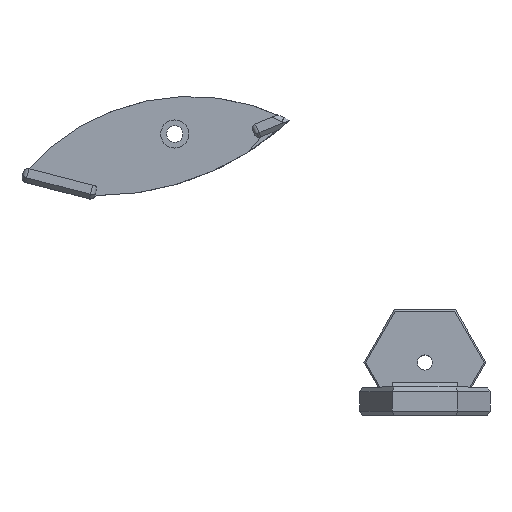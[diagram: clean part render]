
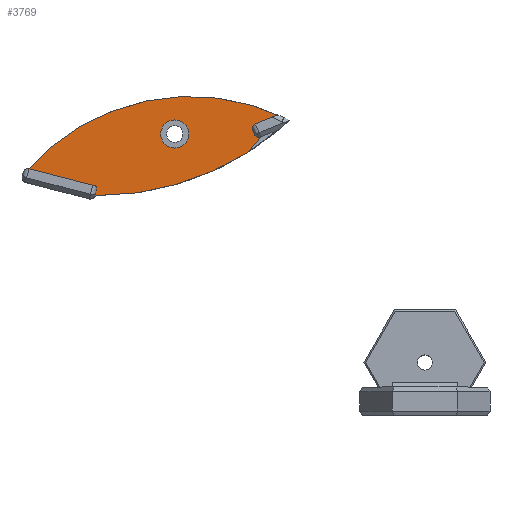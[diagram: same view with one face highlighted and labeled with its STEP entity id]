
A CAD part, top view. The second image highlights one B-rep face of the part: STEP entity #3769.
In plain terms, the highlighted planar face has unit normal (0, 0, 1).
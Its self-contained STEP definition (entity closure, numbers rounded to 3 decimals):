
#21=FACE_BOUND('',#495,.T.);
#63=PLANE('',#4036);
#284=FACE_OUTER_BOUND('',#494,.T.);
#494=EDGE_LOOP('',(#2792,#2793,#2794,#2795,#2796,#2797,#2798,#2799,#2800,
#2801));
#495=EDGE_LOOP('',(#2802));
#687=LINE('',#5284,#1173);
#720=LINE('',#5462,#1206);
#735=LINE('',#5504,#1221);
#1173=VECTOR('',#4255,10.);
#1206=VECTOR('',#4392,10.);
#1221=VECTOR('',#4443,10.);
#1650=CIRCLE('',#3952,1.);
#1652=CIRCLE('',#3955,1.);
#1654=CIRCLE('',#3961,1.);
#1656=CIRCLE('',#3976,1.);
#1657=CIRCLE('',#3981,1.);
#1659=CIRCLE('',#3989,46.094);
#1668=CIRCLE('',#4028,3.);
#1671=CIRCLE('',#4035,59.914);
#1690=VERTEX_POINT('',#5248);
#1691=VERTEX_POINT('',#5249);
#1694=VERTEX_POINT('',#5257);
#1702=VERTEX_POINT('',#5274);
#1703=VERTEX_POINT('',#5276);
#1705=VERTEX_POINT('',#5282);
#1718=VERTEX_POINT('',#5324);
#1721=VERTEX_POINT('',#5336);
#1722=VERTEX_POINT('',#5338);
#1730=VERTEX_POINT('',#5393);
#1753=VERTEX_POINT('',#5495);
#2040=EDGE_CURVE('',#1690,#1691,#1650,.T.);
#2044=EDGE_CURVE('',#1691,#1694,#1652,.T.);
#2053=EDGE_CURVE('',#1702,#1703,#1654,.F.);
#2057=EDGE_CURVE('',#1705,#1702,#687,.T.);
#2075=EDGE_CURVE('',#1718,#1705,#1656,.F.);
#2081=EDGE_CURVE('',#1721,#1722,#1657,.F.);
#2092=EDGE_CURVE('',#1721,#1730,#1659,.T.);
#2123=EDGE_CURVE('',#1694,#1730,#720,.T.);
#2140=EDGE_CURVE('',#1753,#1753,#1668,.T.);
#2144=EDGE_CURVE('',#1718,#1722,#735,.T.);
#2146=EDGE_CURVE('',#1690,#1703,#1671,.T.);
#2792=ORIENTED_EDGE('',*,*,#2146,.T.);
#2793=ORIENTED_EDGE('',*,*,#2053,.F.);
#2794=ORIENTED_EDGE('',*,*,#2057,.F.);
#2795=ORIENTED_EDGE('',*,*,#2075,.F.);
#2796=ORIENTED_EDGE('',*,*,#2144,.T.);
#2797=ORIENTED_EDGE('',*,*,#2081,.F.);
#2798=ORIENTED_EDGE('',*,*,#2092,.T.);
#2799=ORIENTED_EDGE('',*,*,#2123,.F.);
#2800=ORIENTED_EDGE('',*,*,#2044,.F.);
#2801=ORIENTED_EDGE('',*,*,#2040,.F.);
#2802=ORIENTED_EDGE('',*,*,#2140,.T.);
#3769=ADVANCED_FACE('',(#284,#21),#63,.T.);
#3952=AXIS2_PLACEMENT_3D('',#5250,#4224,#4225);
#3955=AXIS2_PLACEMENT_3D('',#5258,#4232,#4233);
#3961=AXIS2_PLACEMENT_3D('',#5277,#4248,#4249);
#3976=AXIS2_PLACEMENT_3D('',#5326,#4291,#4292);
#3981=AXIS2_PLACEMENT_3D('',#5339,#4305,#4306);
#3989=AXIS2_PLACEMENT_3D('',#5394,#4324,#4325);
#4028=AXIS2_PLACEMENT_3D('',#5496,#4432,#4433);
#4035=AXIS2_PLACEMENT_3D('',#5508,#4449,#4450);
#4036=AXIS2_PLACEMENT_3D('',#5509,#4451,#4452);
#4224=DIRECTION('center_axis',(0.,0.,1.));
#4225=DIRECTION('ref_axis',(-0.432,0.902,0.));
#4232=DIRECTION('center_axis',(0.,0.,1.));
#4233=DIRECTION('ref_axis',(0.861,0.508,0.));
#4248=DIRECTION('center_axis',(0.,0.,-1.));
#4249=DIRECTION('ref_axis',(0.516,-0.856,0.));
#4255=DIRECTION('',(0.927,0.375,0.));
#4291=DIRECTION('center_axis',(0.,0.,-1.));
#4292=DIRECTION('ref_axis',(-0.921,0.39,0.));
#4305=DIRECTION('center_axis',(0.,0.,-1.));
#4306=DIRECTION('ref_axis',(0.036,0.999,0.));
#4324=DIRECTION('center_axis',(0.,0.,1.));
#4325=DIRECTION('ref_axis',(0.457,0.889,0.));
#4392=DIRECTION('',(-0.968,0.25,0.));
#4432=DIRECTION('center_axis',(0.,0.,-1.));
#4433=DIRECTION('ref_axis',(1.,0.,0.));
#4443=DIRECTION('',(0.927,0.375,0.));
#4449=DIRECTION('center_axis',(0.,0.,1.));
#4450=DIRECTION('ref_axis',(-0.011,-1.,0.));
#4451=DIRECTION('center_axis',(0.,0.,1.));
#4452=DIRECTION('ref_axis',(1.,0.,0.));
#5248=CARTESIAN_POINT('',(67.581,55.056,0.));
#5249=CARTESIAN_POINT('',(66.801,54.683,0.));
#5250=CARTESIAN_POINT('Origin',(67.58,54.056,0.));
#5257=CARTESIAN_POINT('',(66.272,56.278,0.));
#5258=CARTESIAN_POINT('Origin',(66.022,55.31,0.));
#5274=CARTESIAN_POINT('',(106.003,69.009,0.));
#5276=CARTESIAN_POINT('',(106.273,69.171,0.));
#5277=CARTESIAN_POINT('Origin',(105.628,69.936,0.));
#5282=CARTESIAN_POINT('',(102.292,67.508,0.));
#5284=CARTESIAN_POINT('',(101.365,67.133,0.));
#5324=CARTESIAN_POINT('',(101.542,69.362,0.));
#5326=CARTESIAN_POINT('Origin',(101.917,68.435,0.));
#5336=CARTESIAN_POINT('',(107.612,71.459,0.));
#5338=CARTESIAN_POINT('',(106.797,71.488,0.));
#5339=CARTESIAN_POINT('Origin',(107.172,70.561,0.));
#5393=CARTESIAN_POINT('',(52.204,59.91,0.));
#5394=CARTESIAN_POINT('Origin',(87.331,30.066,0.));
#5462=CARTESIAN_POINT('',(67.24,56.028,0.));
#5495=CARTESIAN_POINT('',(80.99,68.159,0.));
#5496=CARTESIAN_POINT('Origin',(83.99,68.159,0.));
#5504=CARTESIAN_POINT('',(100.615,68.987,0.));
#5508=CARTESIAN_POINT('Origin',(67.644,114.971,0.));
#5509=CARTESIAN_POINT('Origin',(79.952,65.608,0.));
